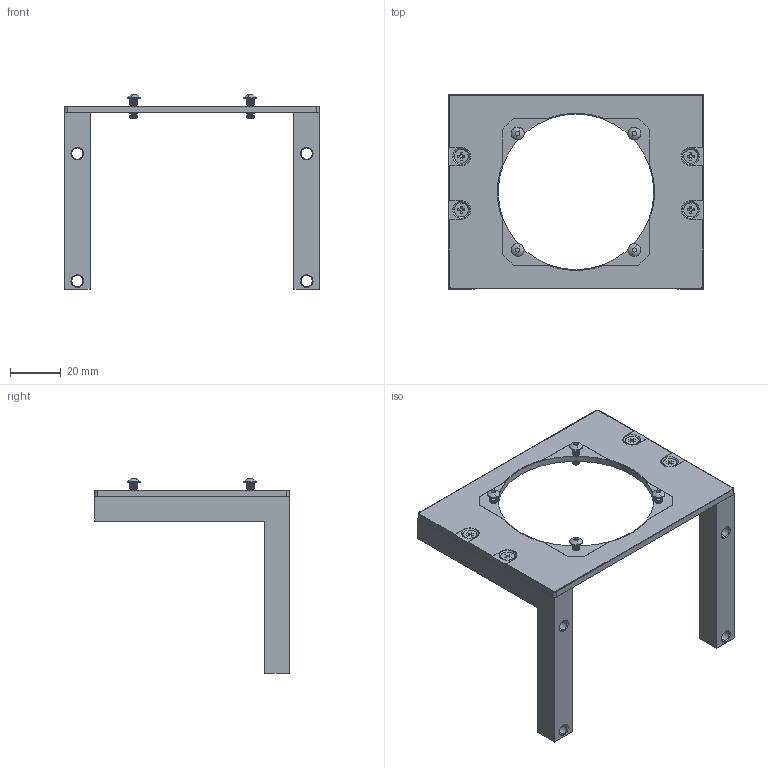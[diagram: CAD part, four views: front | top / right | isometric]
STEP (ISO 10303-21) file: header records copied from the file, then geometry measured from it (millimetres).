
FILE_DESCRIPTION (( 'STEP AP214' ), '1' );
FILE_NAME ('40-785A-531-TE-MB Larger Terminated Relay L-Bracket Mount.step', '2022-06-14T08:20:51', ( '' ), ( '' ), 'SwSTEP 2.0', 'SolidWorks 2021', '' );
FILE_SCHEMA (( 'AUTOMOTIVE_DESIGN' ));
Length unit declared in the file: millimetre
Products named in the file (9): L-FX-1149-# Larger Terminated Relay Mount Plate Label; C-UX-957 Relay Mounting Plate; 40-785A-531-TE-MB  Larger Terminated Relay L-Bracket Mount; L-FX-1149 Larger Terminated Relay Mount Plate Label; C-FX-119 M3x6mm Countersunk Pozi_M 3x06-965_A2; C-FX-1087 L Bracket For Relay Mtg_shortage; A-FX-1149 Larger Terminated Relay Mount Plate Assy; C-FX-147 M3x8mm Soc Button Screw; C-FX-1149 Larger Terminated Relay Mount Plate.SLDPRT
Assembly tree (15 placements, depth 4):
  40-785A-531-TE-MB  Larger Terminated Relay L-Bracket Mount
    A-FX-1149 Larger Terminated Relay Mount Plate Assy
      C-FX-1149 Larger Terminated Relay Mount Plate.SLDPRT
        C-UX-957 Relay Mounting Plate
      L-FX-1149 Larger Terminated Relay Mount Plate Label
        L-FX-1149-# Larger Terminated Relay Mount Plate Label
    C-FX-1087 L Bracket For Relay Mtg_shortage  x2
    C-FX-119 M3x6mm Countersunk Pozi_M 3x06-965_A2  x4
    C-FX-147 M3x8mm Soc Button Screw  x4
Bounding box: 100 x 76.2 x 76.26 mm (x, y, z)
Volume: 36040.2 mm3; surface area: 32192 mm2
Topology: 8 solids, 16 shells, 753 faces, 1683 edges, 970 vertices
Faces by surface type: cone 272, torus 176, cylinder 153, plane 152
Entity records: 9622 total; most frequent: DIRECTION 1639, CARTESIAN_POINT 1464, ORIENTED_EDGE 1366, EDGE_CURVE 685, AXIS2_PLACEMENT_3D 657, VERTEX_POINT 414, CIRCLE 350, VECTOR 325
